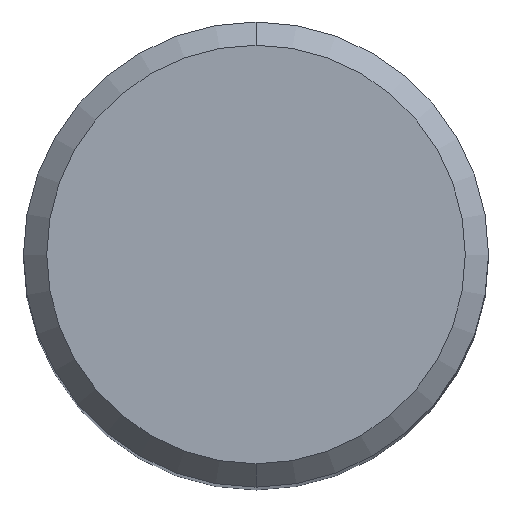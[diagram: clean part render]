
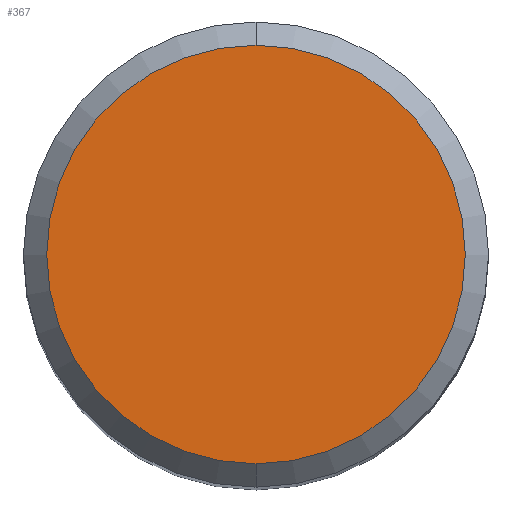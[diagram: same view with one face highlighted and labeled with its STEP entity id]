
A CAD part, top view. The second image highlights one B-rep face of the part: STEP entity #367.
In plain terms, the highlighted planar face has unit normal (0, 0, 1).
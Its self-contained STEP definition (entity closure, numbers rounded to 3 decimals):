
#367=ADVANCED_FACE('',(#676),#677,.T.);
#379=EDGE_CURVE('',#415,#393,#690,.T.);
#393=VERTEX_POINT('',#706);
#403=EDGE_CURVE('',#393,#415,#718,.T.);
#415=VERTEX_POINT('',#731);
#676=FACE_OUTER_BOUND('',#1229,.T.);
#677=PLANE('',#1230);
#690=CIRCLE('',#1264,5.4);
#706=CARTESIAN_POINT('',(0.,-5.4,0.0));
#718=CIRCLE('',#1312,5.4);
#731=CARTESIAN_POINT('',(0.0,5.4,0.0));
#1229=EDGE_LOOP('',(#1670,#1671));
#1230=AXIS2_PLACEMENT_3D('',#1672,#1673,#1674);
#1264=AXIS2_PLACEMENT_3D('',#1685,#1686,#1687);
#1312=AXIS2_PLACEMENT_3D('',#1726,#1727,#1728);
#1670=ORIENTED_EDGE('',*,*,#379,.F.);
#1671=ORIENTED_EDGE('',*,*,#403,.F.);
#1672=CARTESIAN_POINT('',(0.0,2.7,0.0));
#1673=DIRECTION('',(-0.0,0.0,1.0));
#1674=DIRECTION('',(0.0,-1.0,0.0));
#1685=CARTESIAN_POINT('',(0.0,0.0,0.0));
#1686=DIRECTION('',(0.0,0.0,-1.0));
#1687=DIRECTION('',(0.0,1.0,0.0));
#1726=CARTESIAN_POINT('',(0.0,0.0,0.0));
#1727=DIRECTION('',(0.0,0.0,-1.0));
#1728=DIRECTION('',(0.0,1.0,0.0));
